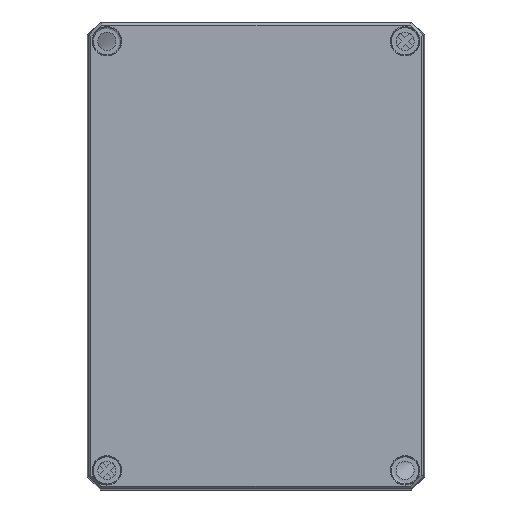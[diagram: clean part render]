
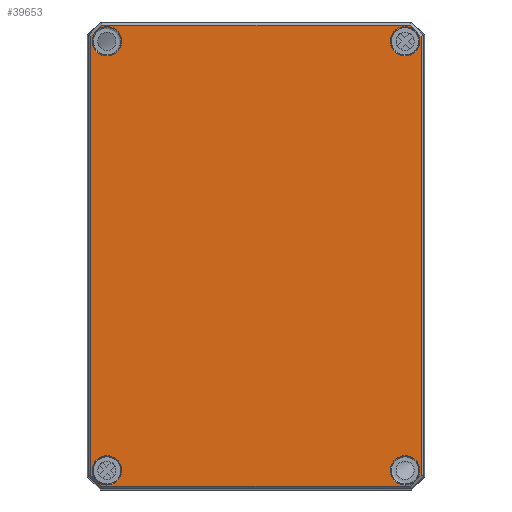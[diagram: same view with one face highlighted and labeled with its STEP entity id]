
A CAD part, top view. The second image highlights one B-rep face of the part: STEP entity #39653.
In plain terms, the highlighted planar face has unit normal (0, 0, 1).
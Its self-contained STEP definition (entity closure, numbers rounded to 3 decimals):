
#2080=FACE_BOUND('',#13725,.T.);
#2081=FACE_BOUND('',#13726,.T.);
#2082=FACE_BOUND('',#13727,.T.);
#2083=FACE_BOUND('',#13728,.T.);
#2861=PLANE('',#43009);
#5517=LINE('',#70749,#8512);
#5518=LINE('',#70751,#8513);
#5519=LINE('',#70753,#8514);
#5520=LINE('',#70755,#8515);
#5521=LINE('',#70757,#8516);
#5522=LINE('',#70759,#8517);
#5523=LINE('',#70761,#8518);
#5524=LINE('',#70762,#8519);
#8512=VECTOR('',#51980,10.);
#8513=VECTOR('',#51981,10.);
#8514=VECTOR('',#51982,10.);
#8515=VECTOR('',#51983,10.);
#8516=VECTOR('',#51984,10.);
#8517=VECTOR('',#51985,10.);
#8518=VECTOR('',#51986,10.);
#8519=VECTOR('',#51987,10.);
#11199=FACE_OUTER_BOUND('',#13724,.T.);
#13724=EDGE_LOOP('',(#35112,#35113,#35114,#35115,#35116,#35117,#35118,#35119));
#13725=EDGE_LOOP('',(#35120,#35121));
#13726=EDGE_LOOP('',(#35122,#35123));
#13727=EDGE_LOOP('',(#35124));
#13728=EDGE_LOOP('',(#35125));
#15614=CIRCLE('',#43004,5.672);
#15618=CIRCLE('',#43010,5.672);
#15619=CIRCLE('',#43011,5.672);
#15620=CIRCLE('',#43012,5.672);
#15621=CIRCLE('',#43013,5.672);
#15622=CIRCLE('',#43014,5.672);
#19196=VERTEX_POINT('',#70737);
#19199=VERTEX_POINT('',#70747);
#19200=VERTEX_POINT('',#70748);
#19201=VERTEX_POINT('',#70750);
#19202=VERTEX_POINT('',#70752);
#19203=VERTEX_POINT('',#70754);
#19204=VERTEX_POINT('',#70756);
#19205=VERTEX_POINT('',#70758);
#19206=VERTEX_POINT('',#70760);
#19207=VERTEX_POINT('',#70763);
#19208=VERTEX_POINT('',#70764);
#19209=VERTEX_POINT('',#70767);
#19210=VERTEX_POINT('',#70768);
#19211=VERTEX_POINT('',#70771);
#24574=EDGE_CURVE('',#19196,#19196,#15614,.T.);
#24579=EDGE_CURVE('',#19199,#19200,#5517,.T.);
#24580=EDGE_CURVE('',#19201,#19199,#5518,.T.);
#24581=EDGE_CURVE('',#19202,#19201,#5519,.T.);
#24582=EDGE_CURVE('',#19203,#19202,#5520,.T.);
#24583=EDGE_CURVE('',#19204,#19203,#5521,.T.);
#24584=EDGE_CURVE('',#19205,#19204,#5522,.T.);
#24585=EDGE_CURVE('',#19206,#19205,#5523,.T.);
#24586=EDGE_CURVE('',#19200,#19206,#5524,.T.);
#24587=EDGE_CURVE('',#19207,#19208,#15618,.T.);
#24588=EDGE_CURVE('',#19208,#19207,#15619,.T.);
#24589=EDGE_CURVE('',#19209,#19210,#15620,.T.);
#24590=EDGE_CURVE('',#19210,#19209,#15621,.T.);
#24591=EDGE_CURVE('',#19211,#19211,#15622,.T.);
#35112=ORIENTED_EDGE('',*,*,#24579,.F.);
#35113=ORIENTED_EDGE('',*,*,#24580,.F.);
#35114=ORIENTED_EDGE('',*,*,#24581,.F.);
#35115=ORIENTED_EDGE('',*,*,#24582,.F.);
#35116=ORIENTED_EDGE('',*,*,#24583,.F.);
#35117=ORIENTED_EDGE('',*,*,#24584,.F.);
#35118=ORIENTED_EDGE('',*,*,#24585,.F.);
#35119=ORIENTED_EDGE('',*,*,#24586,.F.);
#35120=ORIENTED_EDGE('',*,*,#24587,.F.);
#35121=ORIENTED_EDGE('',*,*,#24588,.F.);
#35122=ORIENTED_EDGE('',*,*,#24589,.F.);
#35123=ORIENTED_EDGE('',*,*,#24590,.F.);
#35124=ORIENTED_EDGE('',*,*,#24591,.F.);
#35125=ORIENTED_EDGE('',*,*,#24574,.F.);
#39653=ADVANCED_FACE('',(#11199,#2080,#2081,#2082,#2083),#2861,.T.);
#43004=AXIS2_PLACEMENT_3D('',#70738,#51967,#51968);
#43009=AXIS2_PLACEMENT_3D('',#70746,#51978,#51979);
#43010=AXIS2_PLACEMENT_3D('',#70765,#51988,#51989);
#43011=AXIS2_PLACEMENT_3D('',#70766,#51990,#51991);
#43012=AXIS2_PLACEMENT_3D('',#70769,#51992,#51993);
#43013=AXIS2_PLACEMENT_3D('',#70770,#51994,#51995);
#43014=AXIS2_PLACEMENT_3D('',#70772,#51996,#51997);
#51967=DIRECTION('center_axis',(0.,0.,1.));
#51968=DIRECTION('ref_axis',(-1.,0.,0.));
#51978=DIRECTION('center_axis',(0.,0.,1.));
#51979=DIRECTION('ref_axis',(1.,0.,0.));
#51980=DIRECTION('',(0.707,-0.707,0.));
#51981=DIRECTION('',(1.,0.,0.));
#51982=DIRECTION('',(0.707,0.707,0.));
#51983=DIRECTION('',(0.,1.,0.));
#51984=DIRECTION('',(-0.707,0.707,0.));
#51985=DIRECTION('',(-1.,0.,0.));
#51986=DIRECTION('',(-0.707,-0.707,0.));
#51987=DIRECTION('',(0.,-1.,0.));
#51988=DIRECTION('center_axis',(0.,0.,1.));
#51989=DIRECTION('ref_axis',(1.,0.,0.));
#51990=DIRECTION('center_axis',(0.,0.,1.));
#51991=DIRECTION('ref_axis',(1.,0.,0.));
#51992=DIRECTION('center_axis',(0.,0.,1.));
#51993=DIRECTION('ref_axis',(1.,0.,0.));
#51994=DIRECTION('center_axis',(0.,0.,1.));
#51995=DIRECTION('ref_axis',(1.,0.,0.));
#51996=DIRECTION('center_axis',(0.,0.,1.));
#51997=DIRECTION('ref_axis',(-1.,0.,0.));
#70737=CARTESIAN_POINT('',(-51.828,82.75,39.));
#70738=CARTESIAN_POINT('Origin',(-57.5,82.75,39.));
#70746=CARTESIAN_POINT('Origin',(0.,0.,
39.));
#70747=CARTESIAN_POINT('',(59.445,88.91,39.));
#70748=CARTESIAN_POINT('',(63.66,84.695,39.));
#70749=CARTESIAN_POINT('',(66.615,81.74,39.));
#70750=CARTESIAN_POINT('',(-59.445,88.91,39.));
#70751=CARTESIAN_POINT('',(-30.,88.91,39.));
#70752=CARTESIAN_POINT('',(-63.66,84.695,39.));
#70753=CARTESIAN_POINT('',(-69.115,79.24,39.));
#70754=CARTESIAN_POINT('',(-63.66,-84.695,39.));
#70755=CARTESIAN_POINT('',(-63.66,-42.625,39.));
#70756=CARTESIAN_POINT('',(-59.445,-88.91,39.));
#70757=CARTESIAN_POINT('',(-66.615,-81.74,39.));
#70758=CARTESIAN_POINT('',(59.445,-88.91,39.));
#70759=CARTESIAN_POINT('',(30.,-88.91,39.));
#70760=CARTESIAN_POINT('',(63.66,-84.695,39.));
#70761=CARTESIAN_POINT('',(69.115,-79.24,39.));
#70762=CARTESIAN_POINT('',(63.66,42.625,39.));
#70763=CARTESIAN_POINT('',(51.828,82.75,39.));
#70764=CARTESIAN_POINT('',(63.172,82.75,39.));
#70765=CARTESIAN_POINT('Origin',(57.5,82.75,39.));
#70766=CARTESIAN_POINT('Origin',(57.5,82.75,39.));
#70767=CARTESIAN_POINT('',(51.828,-82.75,39.));
#70768=CARTESIAN_POINT('',(63.172,-82.75,39.));
#70769=CARTESIAN_POINT('Origin',(57.5,-82.75,39.));
#70770=CARTESIAN_POINT('Origin',(57.5,-82.75,39.));
#70771=CARTESIAN_POINT('',(-51.828,-82.75,39.));
#70772=CARTESIAN_POINT('Origin',(-57.5,-82.75,39.));
